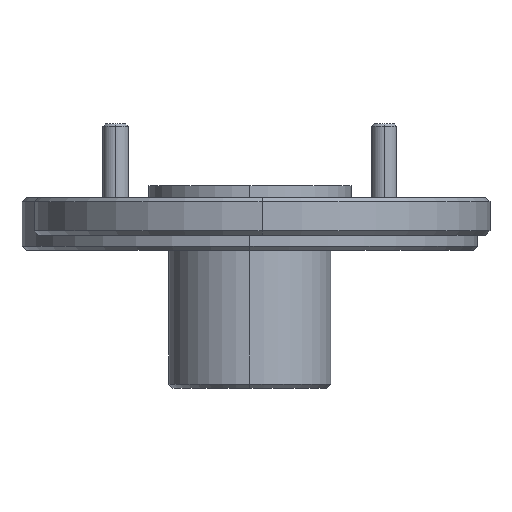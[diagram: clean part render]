
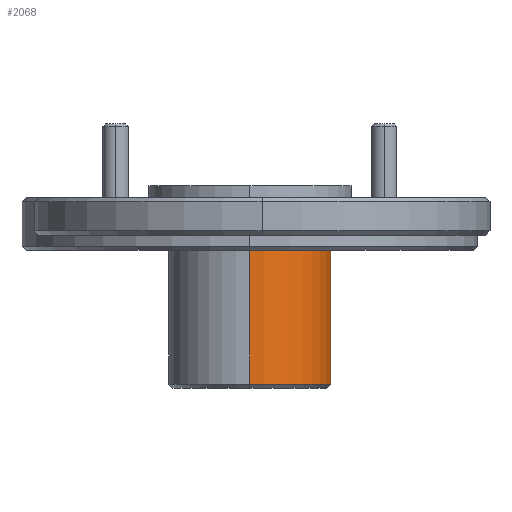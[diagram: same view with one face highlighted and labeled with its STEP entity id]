
A CAD part, left-side view. The second image highlights one B-rep face of the part: STEP entity #2068.
In plain terms, the highlighted cylindrical face has radius 5.08 mm (diameter 10.16 mm), a partial arc.
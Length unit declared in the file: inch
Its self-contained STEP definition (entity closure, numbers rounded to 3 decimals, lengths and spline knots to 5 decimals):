
#155 = CARTESIAN_POINT ( 'NONE',  ( -0.69708, 1.22239, -0.56709 ) ) ;
#181 = EDGE_LOOP ( 'NONE', ( #2617, #1503, #2779, #836 ) ) ;
#236 = CARTESIAN_POINT ( 'NONE',  ( -0.89708, 1.22239, -0.89709 ) ) ;
#382 = VECTOR ( 'NONE', #2904, 39.37008 ) ;
#495 = VECTOR ( 'NONE', #2533, 39.37008 ) ;
#696 = DIRECTION ( 'NONE',  ( 0., 0., 1. ) ) ;
#721 = DIRECTION ( 'NONE',  ( 1., 0., 0. ) ) ;
#788 = CARTESIAN_POINT ( 'NONE',  ( -1.09708, 1.22239, -0.89709 ) ) ;
#797 = LINE ( 'NONE', #1355, #495 ) ;
#827 = EDGE_CURVE ( 'NONE', #1262, #1718, #1347, .T. ) ;
#836 = ORIENTED_EDGE ( 'NONE', *, *, #827, .F. ) ;
#869 = EDGE_CURVE ( 'NONE', #2887, #2674, #1274, .T. ) ;
#1131 = CARTESIAN_POINT ( 'NONE',  ( -0.69708, 1.22239, -0.43709 ) ) ;
#1262 = VERTEX_POINT ( 'NONE', #2797 ) ;
#1274 = CIRCLE ( 'NONE', #2507, 0.2 ) ;
#1280 = LINE ( 'NONE', #1131, #382 ) ;
#1305 = AXIS2_PLACEMENT_3D ( 'NONE', #1437, #696, #721 ) ;
#1347 = CIRCLE ( 'NONE', #1305, 0.2 ) ;
#1355 = CARTESIAN_POINT ( 'NONE',  ( -1.09708, 1.22239, -0.43709 ) ) ;
#1437 = CARTESIAN_POINT ( 'NONE',  ( -0.89708, 1.22239, -0.56709 ) ) ;
#1503 = ORIENTED_EDGE ( 'NONE', *, *, #869, .T. ) ;
#1532 = FACE_OUTER_BOUND ( 'NONE', #181, .T. ) ;
#1718 = VERTEX_POINT ( 'NONE', #155 ) ;
#1738 = DIRECTION ( 'NONE',  ( 0., 0., 1. ) ) ;
#1749 = DIRECTION ( 'NONE',  ( 1., 0., 0. ) ) ;
#2068 = ADVANCED_FACE ( 'NONE', ( #1532 ), #2818, .T. ) ;
#2145 = EDGE_CURVE ( 'NONE', #2887, #1262, #797, .T. ) ;
#2457 = CARTESIAN_POINT ( 'NONE',  ( -0.89708, 1.22239, -0.43709 ) ) ;
#2507 = AXIS2_PLACEMENT_3D ( 'NONE', #236, #2583, #2560 ) ;
#2533 = DIRECTION ( 'NONE',  ( 0., 0., 1. ) ) ;
#2560 = DIRECTION ( 'NONE',  ( 1., 0., 0. ) ) ;
#2583 = DIRECTION ( 'NONE',  ( 0., 0., 1. ) ) ;
#2586 = EDGE_CURVE ( 'NONE', #2674, #1718, #1280, .T. ) ;
#2617 = ORIENTED_EDGE ( 'NONE', *, *, #2145, .F. ) ;
#2674 = VERTEX_POINT ( 'NONE', #3005 ) ;
#2694 = AXIS2_PLACEMENT_3D ( 'NONE', #2457, #1738, #1749 ) ;
#2779 = ORIENTED_EDGE ( 'NONE', *, *, #2586, .T. ) ;
#2797 = CARTESIAN_POINT ( 'NONE',  ( -1.09708, 1.22239, -0.56709 ) ) ;
#2818 = CYLINDRICAL_SURFACE ( 'NONE', #2694, 0.2 ) ;
#2887 = VERTEX_POINT ( 'NONE', #788 ) ;
#2904 = DIRECTION ( 'NONE',  ( 0., 0., 1. ) ) ;
#3005 = CARTESIAN_POINT ( 'NONE',  ( -0.69708, 1.22239, -0.89709 ) ) ;
